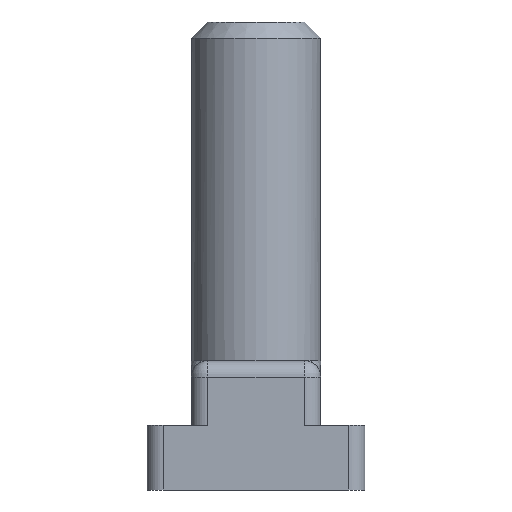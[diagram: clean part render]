
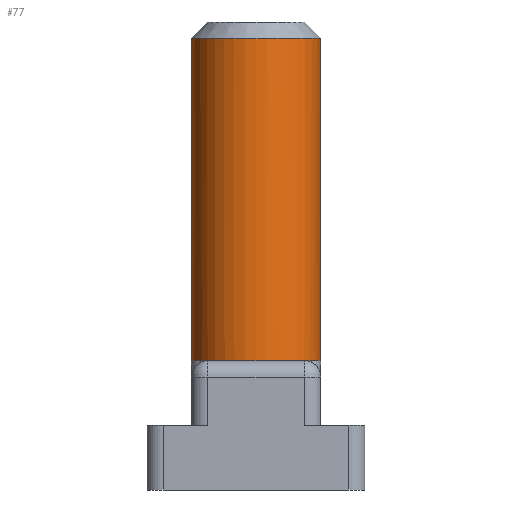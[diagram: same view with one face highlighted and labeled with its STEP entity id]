
A CAD part, front view. The second image highlights one B-rep face of the part: STEP entity #77.
In plain terms, the highlighted cylindrical face has radius 8 mm (diameter 16 mm), a full revolution.
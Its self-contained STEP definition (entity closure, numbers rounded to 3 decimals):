
#77 = ADVANCED_FACE( '', ( #116, #117 ), #118, .T. );
#116 = FACE_OUTER_BOUND( '', #190, .T. );
#117 = FACE_OUTER_BOUND( '', #191, .T. );
#118 = CYLINDRICAL_SURFACE( '', #192, 8. );
#190 = EDGE_LOOP( '', ( #877 ) );
#191 = EDGE_LOOP( '', ( #878, #879, #880, #881, #882, #883 ) );
#192 = AXIS2_PLACEMENT_3D( '', #884, #885, #886 );
#877 = ORIENTED_EDGE( '', *, *, #1127, .T. );
#878 = ORIENTED_EDGE( '', *, *, #1128, .F. );
#879 = ORIENTED_EDGE( '', *, *, #1129, .F. );
#880 = ORIENTED_EDGE( '', *, *, #1130, .F. );
#881 = ORIENTED_EDGE( '', *, *, #1131, .F. );
#882 = ORIENTED_EDGE( '', *, *, #1132, .F. );
#883 = ORIENTED_EDGE( '', *, *, #1116, .F. );
#884 = CARTESIAN_POINT( '', ( 0., 0., 58. ) );
#885 = DIRECTION( '', ( 0., 0., 1. ) );
#886 = DIRECTION( '', ( -1., 0., 0. ) );
#1116 = EDGE_CURVE( '', #1196, #1197, #1198, .F. );
#1127 = EDGE_CURVE( '', #1218, #1218, #1219, .F. );
#1128 = EDGE_CURVE( '', #1220, #1196, #1221, .F. );
#1129 = EDGE_CURVE( '', #1222, #1220, #1223, .F. );
#1130 = EDGE_CURVE( '', #1224, #1222, #1225, .F. );
#1131 = EDGE_CURVE( '', #1209, #1224, #1226, .F. );
#1132 = EDGE_CURVE( '', #1197, #1209, #1227, .F. );
#1196 = VERTEX_POINT( '', #1324 );
#1197 = VERTEX_POINT( '', #1325 );
#1198 = CIRCLE( '', #1326, 8. );
#1209 = VERTEX_POINT( '', #1342 );
#1218 = VERTEX_POINT( '', #1412 );
#1219 = CIRCLE( '', #1413, 8. );
#1220 = VERTEX_POINT( '', #1414 );
#1221 = CIRCLE( '', #1415, 8. );
#1222 = VERTEX_POINT( '', #1416 );
#1223 = CIRCLE( '', #1417, 8. );
#1224 = VERTEX_POINT( '', #1418 );
#1225 = CIRCLE( '', #1419, 8. );
#1226 = CIRCLE( '', #1420, 8. );
#1227 = CIRCLE( '', #1421, 8. );
#1324 = CARTESIAN_POINT( '', ( 6., -5.292, 16. ) );
#1325 = CARTESIAN_POINT( '', ( -6., -5.292, 16. ) );
#1326 = AXIS2_PLACEMENT_3D( '', #1608, #1609, #1610 );
#1342 = CARTESIAN_POINT( '', ( -8., 0., 16. ) );
#1412 = CARTESIAN_POINT( '', ( 8., 0., 56. ) );
#1413 = AXIS2_PLACEMENT_3D( '', #1619, #1620, #1621 );
#1414 = CARTESIAN_POINT( '', ( 8., 0., 16. ) );
#1415 = AXIS2_PLACEMENT_3D( '', #1622, #1623, #1624 );
#1416 = CARTESIAN_POINT( '', ( 6., 5.292, 16. ) );
#1417 = AXIS2_PLACEMENT_3D( '', #1625, #1626, #1627 );
#1418 = CARTESIAN_POINT( '', ( -6., 5.292, 16. ) );
#1419 = AXIS2_PLACEMENT_3D( '', #1628, #1629, #1630 );
#1420 = AXIS2_PLACEMENT_3D( '', #1631, #1632, #1633 );
#1421 = AXIS2_PLACEMENT_3D( '', #1634, #1635, #1636 );
#1608 = CARTESIAN_POINT( '', ( 0., 0., 16. ) );
#1609 = DIRECTION( '', ( 0., 0., 1. ) );
#1610 = DIRECTION( '', ( 1., 0., 0. ) );
#1619 = CARTESIAN_POINT( '', ( 0., 0., 56. ) );
#1620 = DIRECTION( '', ( 0., 0., 1. ) );
#1621 = DIRECTION( '', ( 1., 0., 0. ) );
#1622 = CARTESIAN_POINT( '', ( 0., 0., 16. ) );
#1623 = DIRECTION( '', ( 0., 0., 1. ) );
#1624 = DIRECTION( '', ( 1., 0., 0. ) );
#1625 = CARTESIAN_POINT( '', ( 0., 0., 16. ) );
#1626 = DIRECTION( '', ( 0., 0., 1. ) );
#1627 = DIRECTION( '', ( 1., 0., 0. ) );
#1628 = CARTESIAN_POINT( '', ( 0., 0., 16. ) );
#1629 = DIRECTION( '', ( 0., 0., 1. ) );
#1630 = DIRECTION( '', ( 1., 0., 0. ) );
#1631 = CARTESIAN_POINT( '', ( 0., 0., 16. ) );
#1632 = DIRECTION( '', ( 0., 0., 1. ) );
#1633 = DIRECTION( '', ( 1., 0., 0. ) );
#1634 = CARTESIAN_POINT( '', ( 0., 0., 16. ) );
#1635 = DIRECTION( '', ( 0., 0., 1. ) );
#1636 = DIRECTION( '', ( 1., 0., 0. ) );
